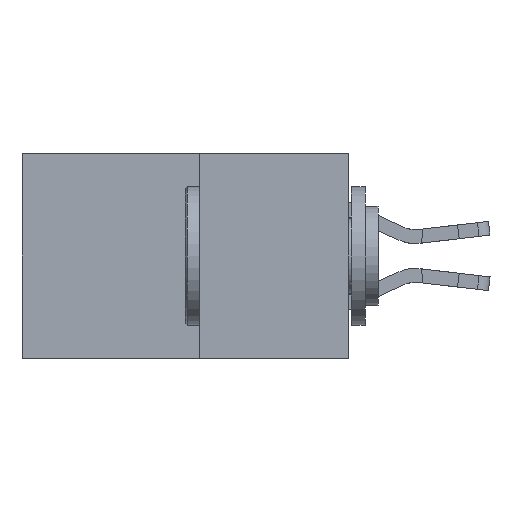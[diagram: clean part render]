
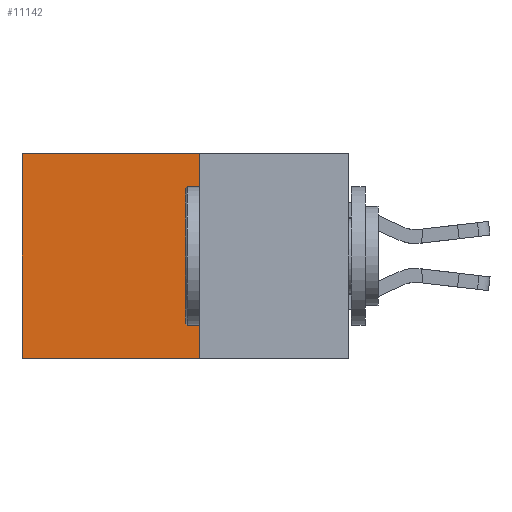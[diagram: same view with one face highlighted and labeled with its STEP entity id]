
A CAD part, left-side view. The second image highlights one B-rep face of the part: STEP entity #11142.
In plain terms, the highlighted planar face has unit normal (-1, 0, 0).
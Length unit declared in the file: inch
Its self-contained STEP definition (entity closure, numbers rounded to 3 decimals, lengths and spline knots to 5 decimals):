
#207 = VERTEX_POINT ( 'NONE', #2770 ) ;
#274 = CARTESIAN_POINT ( 'NONE',  ( 0.277, 0.59, 0. ) ) ;
#475 = CARTESIAN_POINT ( 'NONE',  ( 0.277, 0.27, -0.37 ) ) ;
#515 = VERTEX_POINT ( 'NONE', #1700 ) ;
#1700 = CARTESIAN_POINT ( 'NONE',  ( 0.277, 0.27, -0.37 ) ) ;
#2713 = DIRECTION ( 'NONE',  ( 0., 1., 0. ) ) ;
#2770 = CARTESIAN_POINT ( 'NONE',  ( 0.277, 0.27, 0. ) ) ;
#3533 = AXIS2_PLACEMENT_3D ( 'NONE', #8353, #8188, #8163 ) ;
#4472 = CARTESIAN_POINT ( 'NONE',  ( 0.277, 0.59, -0.37 ) ) ;
#5043 = ORIENTED_EDGE ( 'NONE', *, *, #10693, .T. ) ;
#5691 = LINE ( 'NONE', #9525, #17507 ) ;
#5842 = EDGE_CURVE ( 'NONE', #207, #14324, #6284, .T. ) ;
#5982 = ORIENTED_EDGE ( 'NONE', *, *, #5842, .T. ) ;
#6284 = LINE ( 'NONE', #10943, #18140 ) ;
#6494 = DIRECTION ( 'NONE',  ( 0., 0., -1. ) ) ;
#8163 = DIRECTION ( 'NONE',  ( 0., 0., -1. ) ) ;
#8188 = DIRECTION ( 'NONE',  ( 1., 0., 0. ) ) ;
#8229 = PLANE ( 'NONE',  #3533 ) ;
#8353 = CARTESIAN_POINT ( 'NONE',  ( 0.277, 0.27, -0.37 ) ) ;
#8581 = VECTOR ( 'NONE', #12034, 39.37008 ) ;
#8750 = VECTOR ( 'NONE', #2713, 39.37008 ) ;
#9525 = CARTESIAN_POINT ( 'NONE',  ( 0.277, 0.27, -0.37 ) ) ;
#9574 = ORIENTED_EDGE ( 'NONE', *, *, #16138, .F. ) ;
#10693 = EDGE_CURVE ( 'NONE', #14324, #15241, #12689, .T. ) ;
#10872 = DIRECTION ( 'NONE',  ( 0., 1., 0. ) ) ;
#10943 = CARTESIAN_POINT ( 'NONE',  ( 0.277, 0.27, 0. ) ) ;
#11142 = ADVANCED_FACE ( 'NONE', ( #11695 ), #8229, .F. ) ;
#11695 = FACE_OUTER_BOUND ( 'NONE', #12699, .T. ) ;
#11884 = EDGE_CURVE ( 'NONE', #515, #15241, #17467, .T. ) ;
#12034 = DIRECTION ( 'NONE',  ( 0., 0., -1. ) ) ;
#12071 = CARTESIAN_POINT ( 'NONE',  ( 0.277, 0.59, -0.37 ) ) ;
#12689 = LINE ( 'NONE', #12071, #8581 ) ;
#12699 = EDGE_LOOP ( 'NONE', ( #5043, #13199, #9574, #5982 ) ) ;
#13199 = ORIENTED_EDGE ( 'NONE', *, *, #11884, .F. ) ;
#14324 = VERTEX_POINT ( 'NONE', #274 ) ;
#15241 = VERTEX_POINT ( 'NONE', #4472 ) ;
#16138 = EDGE_CURVE ( 'NONE', #207, #515, #5691, .T. ) ;
#17467 = LINE ( 'NONE', #475, #8750 ) ;
#17507 = VECTOR ( 'NONE', #6494, 39.37008 ) ;
#18140 = VECTOR ( 'NONE', #10872, 39.37008 ) ;
